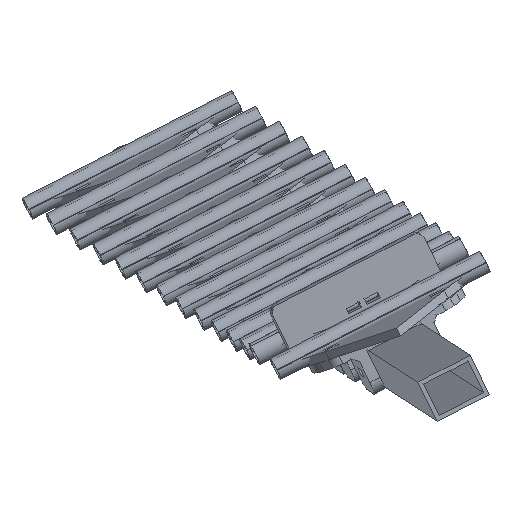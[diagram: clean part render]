
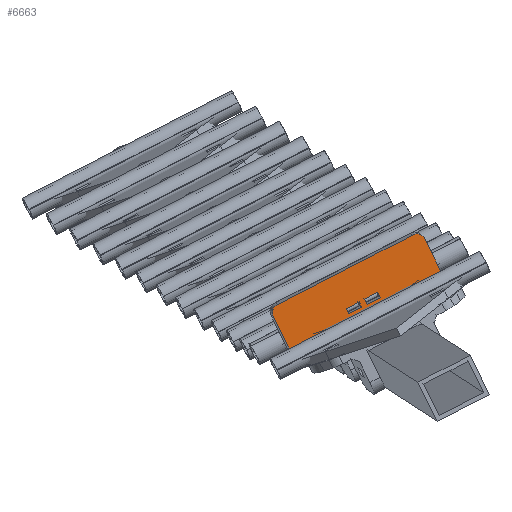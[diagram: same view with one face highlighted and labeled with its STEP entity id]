
A CAD part, left-side view. The second image highlights one B-rep face of the part: STEP entity #6663.
In plain terms, the highlighted face is planar.
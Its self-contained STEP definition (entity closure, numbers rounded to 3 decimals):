
#5920=CARTESIAN_POINT('Line Origine',(6.5,-2.5,7.)) ;
#5924=CARTESIAN_POINT('Vertex',(6.5,-2.5,6.)) ;
#5926=CARTESIAN_POINT('Vertex',(6.5,-2.5,8.)) ;
#6213=CARTESIAN_POINT('Line Origine',(-5.6,-2.5,7.)) ;
#6217=CARTESIAN_POINT('Vertex',(-5.6,-2.5,8.)) ;
#6219=CARTESIAN_POINT('Vertex',(-5.6,-2.5,6.)) ;
#6250=CARTESIAN_POINT('Vertex',(1.5,-2.5,8.)) ;
#6258=CARTESIAN_POINT('Line Origine',(4.,-2.5,8.)) ;
#6283=CARTESIAN_POINT('Vertex',(-0.6,-2.5,6.)) ;
#6291=CARTESIAN_POINT('Line Origine',(-3.1,-2.5,6.)) ;
#6316=CARTESIAN_POINT('Vertex',(-0.6,-2.5,8.)) ;
#6324=CARTESIAN_POINT('Line Origine',(-0.6,-2.5,7.)) ;
#6341=CARTESIAN_POINT('Line Origine',(-3.1,-2.5,8.)) ;
#6360=CARTESIAN_POINT('Line Origine',(1.5,-2.5,7.)) ;
#6364=CARTESIAN_POINT('Vertex',(1.5,-2.5,6.)) ;
#6391=CARTESIAN_POINT('Line Origine',(4.,-2.5,6.)) ;
#6410=CARTESIAN_POINT('Axis2P3D Location',(-26.,-2.5,17.)) ;
#6414=CARTESIAN_POINT('Vertex',(-29.,-2.5,17.)) ;
#6416=CARTESIAN_POINT('Vertex',(-26.,-2.5,20.)) ;
#6456=CARTESIAN_POINT('Vertex',(-29.,-2.5,3.)) ;
#6459=CARTESIAN_POINT('Line Origine',(-29.,-2.5,10.)) ;
#6481=CARTESIAN_POINT('Axis2P3D Location',(-26.,-2.5,3.)) ;
#6485=CARTESIAN_POINT('Vertex',(-26.,-2.5,0.)) ;
#6519=CARTESIAN_POINT('Line Origine',(0.,-2.5,20.)) ;
#6523=CARTESIAN_POINT('Vertex',(26.,-2.5,20.)) ;
#6550=CARTESIAN_POINT('Axis2P3D Location',(26.,-2.5,17.)) ;
#6554=CARTESIAN_POINT('Vertex',(29.,-2.5,17.)) ;
#6578=CARTESIAN_POINT('Vertex',(26.,-2.5,0.)) ;
#6583=CARTESIAN_POINT('Line Origine',(0.,-2.5,0.)) ;
#6609=CARTESIAN_POINT('Vertex',(29.,-2.5,3.)) ;
#6619=CARTESIAN_POINT('Line Origine',(29.,-2.5,10.)) ;
#6631=CARTESIAN_POINT('Axis2P3D Location',(29.,-2.5,0.)) ;
#6636=CARTESIAN_POINT('Axis2P3D Location',(26.,-2.5,3.)) ;
#5921=DIRECTION('Vector Direction',(0.,0.,1.)) ;
#6214=DIRECTION('Vector Direction',(0.,0.,-1.)) ;
#6259=DIRECTION('Vector Direction',(1.,0.,0.)) ;
#6292=DIRECTION('Vector Direction',(1.,0.,0.)) ;
#6325=DIRECTION('Vector Direction',(0.,0.,-1.)) ;
#6342=DIRECTION('Vector Direction',(1.,0.,0.)) ;
#6361=DIRECTION('Vector Direction',(0.,0.,-1.)) ;
#6392=DIRECTION('Vector Direction',(1.,0.,0.)) ;
#6411=DIRECTION('Axis2P3D Direction',(0.,1.,0.)) ;
#6460=DIRECTION('Vector Direction',(0.,0.,1.)) ;
#6482=DIRECTION('Axis2P3D Direction',(0.,1.,0.)) ;
#6520=DIRECTION('Vector Direction',(-1.,0.,0.)) ;
#6551=DIRECTION('Axis2P3D Direction',(0.,-1.,0.)) ;
#6584=DIRECTION('Vector Direction',(-1.,0.,0.)) ;
#6620=DIRECTION('Vector Direction',(0.,0.,1.)) ;
#6632=DIRECTION('Axis2P3D Direction',(0.,1.,-0.)) ;
#6633=DIRECTION('Axis2P3D XDirection',(-1.,0.,0.)) ;
#6637=DIRECTION('Axis2P3D Direction',(0.,1.,-0.)) ;
#6412=AXIS2_PLACEMENT_3D('Circle Axis2P3D',#6410,#6411,$) ;
#6483=AXIS2_PLACEMENT_3D('Circle Axis2P3D',#6481,#6482,$) ;
#6552=AXIS2_PLACEMENT_3D('Circle Axis2P3D',#6550,#6551,$) ;
#6634=AXIS2_PLACEMENT_3D('Plane Axis2P3D',#6631,#6632,#6633) ;
#6638=AXIS2_PLACEMENT_3D('Circle Axis2P3D',#6636,#6637,$) ;
#6642=ORIENTED_EDGE('',*,*,#6640,.F.) ;
#6643=ORIENTED_EDGE('',*,*,#6623,.T.) ;
#6644=ORIENTED_EDGE('',*,*,#6556,.F.) ;
#6645=ORIENTED_EDGE('',*,*,#6525,.F.) ;
#6646=ORIENTED_EDGE('',*,*,#6418,.F.) ;
#6647=ORIENTED_EDGE('',*,*,#6463,.F.) ;
#6648=ORIENTED_EDGE('',*,*,#6487,.F.) ;
#6649=ORIENTED_EDGE('',*,*,#6587,.T.) ;
#6652=ORIENTED_EDGE('',*,*,#6366,.F.) ;
#6653=ORIENTED_EDGE('',*,*,#6262,.T.) ;
#6654=ORIENTED_EDGE('',*,*,#5928,.F.) ;
#6655=ORIENTED_EDGE('',*,*,#6395,.F.) ;
#6658=ORIENTED_EDGE('',*,*,#6221,.F.) ;
#6659=ORIENTED_EDGE('',*,*,#6345,.T.) ;
#6660=ORIENTED_EDGE('',*,*,#6328,.T.) ;
#6661=ORIENTED_EDGE('',*,*,#6295,.F.) ;
#6656=FACE_BOUND('',#6651,.T.) ;
#6662=FACE_BOUND('',#6657,.T.) ;
#5922=VECTOR('Line Direction',#5921,1.) ;
#6215=VECTOR('Line Direction',#6214,1.) ;
#6260=VECTOR('Line Direction',#6259,1.) ;
#6293=VECTOR('Line Direction',#6292,1.) ;
#6326=VECTOR('Line Direction',#6325,1.) ;
#6343=VECTOR('Line Direction',#6342,1.) ;
#6362=VECTOR('Line Direction',#6361,1.) ;
#6393=VECTOR('Line Direction',#6392,1.) ;
#6461=VECTOR('Line Direction',#6460,1.) ;
#6521=VECTOR('Line Direction',#6520,1.) ;
#6585=VECTOR('Line Direction',#6584,1.) ;
#6621=VECTOR('Line Direction',#6620,1.) ;
#6663=ADVANCED_FACE('PartBody',(#6650,#6656,#6662),#6635,.F.) ;
#6413=CIRCLE('generated circle',#6412,3.) ;
#6484=CIRCLE('generated circle',#6483,3.) ;
#6553=CIRCLE('generated circle',#6552,3.) ;
#6639=CIRCLE('generated circle',#6638,3.) ;
#5928=EDGE_CURVE('',#5925,#5927,#5923,.T.) ;
#6221=EDGE_CURVE('',#6218,#6220,#6216,.T.) ;
#6262=EDGE_CURVE('',#6251,#5927,#6261,.T.) ;
#6295=EDGE_CURVE('',#6220,#6284,#6294,.T.) ;
#6328=EDGE_CURVE('',#6317,#6284,#6327,.T.) ;
#6345=EDGE_CURVE('',#6218,#6317,#6344,.T.) ;
#6366=EDGE_CURVE('',#6251,#6365,#6363,.T.) ;
#6395=EDGE_CURVE('',#6365,#5925,#6394,.T.) ;
#6418=EDGE_CURVE('',#6415,#6417,#6413,.T.) ;
#6463=EDGE_CURVE('',#6457,#6415,#6462,.T.) ;
#6487=EDGE_CURVE('',#6486,#6457,#6484,.T.) ;
#6525=EDGE_CURVE('',#6417,#6524,#6522,.F.) ;
#6556=EDGE_CURVE('',#6524,#6555,#6553,.F.) ;
#6587=EDGE_CURVE('',#6486,#6579,#6586,.F.) ;
#6623=EDGE_CURVE('',#6610,#6555,#6622,.T.) ;
#6640=EDGE_CURVE('',#6610,#6579,#6639,.T.) ;
#6641=EDGE_LOOP('',(#6642,#6643,#6644,#6645,#6646,#6647,#6648,#6649)) ;
#6651=EDGE_LOOP('',(#6652,#6653,#6654,#6655)) ;
#6657=EDGE_LOOP('',(#6658,#6659,#6660,#6661)) ;
#6650=FACE_OUTER_BOUND('',#6641,.T.) ;
#5923=LINE('Line',#5920,#5922) ;
#6216=LINE('Line',#6213,#6215) ;
#6261=LINE('Line',#6258,#6260) ;
#6294=LINE('Line',#6291,#6293) ;
#6327=LINE('Line',#6324,#6326) ;
#6344=LINE('Line',#6341,#6343) ;
#6363=LINE('Line',#6360,#6362) ;
#6394=LINE('Line',#6391,#6393) ;
#6462=LINE('Line',#6459,#6461) ;
#6522=LINE('Line',#6519,#6521) ;
#6586=LINE('Line',#6583,#6585) ;
#6622=LINE('Line',#6619,#6621) ;
#6635=PLANE('',#6634) ;
#5925=VERTEX_POINT('',#5924) ;
#5927=VERTEX_POINT('',#5926) ;
#6218=VERTEX_POINT('',#6217) ;
#6220=VERTEX_POINT('',#6219) ;
#6251=VERTEX_POINT('',#6250) ;
#6284=VERTEX_POINT('',#6283) ;
#6317=VERTEX_POINT('',#6316) ;
#6365=VERTEX_POINT('',#6364) ;
#6415=VERTEX_POINT('',#6414) ;
#6417=VERTEX_POINT('',#6416) ;
#6457=VERTEX_POINT('',#6456) ;
#6486=VERTEX_POINT('',#6485) ;
#6524=VERTEX_POINT('',#6523) ;
#6555=VERTEX_POINT('',#6554) ;
#6579=VERTEX_POINT('',#6578) ;
#6610=VERTEX_POINT('',#6609) ;
